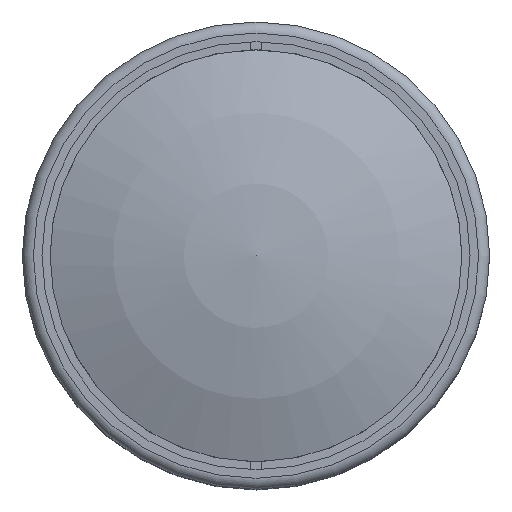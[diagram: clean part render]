
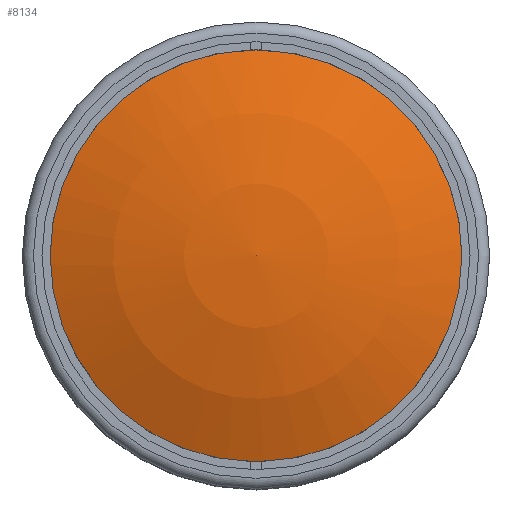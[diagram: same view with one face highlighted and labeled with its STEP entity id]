
A CAD part, top view. The second image highlights one B-rep face of the part: STEP entity #8134.
In plain terms, the highlighted spherical face has radius 50 mm.
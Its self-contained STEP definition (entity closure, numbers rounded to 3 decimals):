
#414=SPHERICAL_SURFACE('',#8683,50.);
#2171=FACE_OUTER_BOUND('',#2706,.T.);
#2706=EDGE_LOOP('',(#5633));
#3245=CIRCLE('',#8684,19.);
#3563=VERTEX_POINT('',#11960);
#4387=EDGE_CURVE('',#3563,#3563,#3245,.T.);
#5633=ORIENTED_EDGE('',*,*,#4387,.F.);
#8134=ADVANCED_FACE('',(#2171),#414,.T.);
#8683=AXIS2_PLACEMENT_3D('',#11959,#9606,#9607);
#8684=AXIS2_PLACEMENT_3D('',#11961,#9608,#9609);
#9606=DIRECTION('center_axis',(0.,0.,
1.));
#9607=DIRECTION('ref_axis',(0.952,-0.305,0.));
#9608=DIRECTION('center_axis',(0.,0.,
-1.));
#9609=DIRECTION('ref_axis',(0.952,-0.305,0.));
#11959=CARTESIAN_POINT('Origin',(0.,0.,
-51.874));
#11960=CARTESIAN_POINT('',(5.789,18.097,-5.625));
#11961=CARTESIAN_POINT('Origin',(0.,0.,
-5.625));
